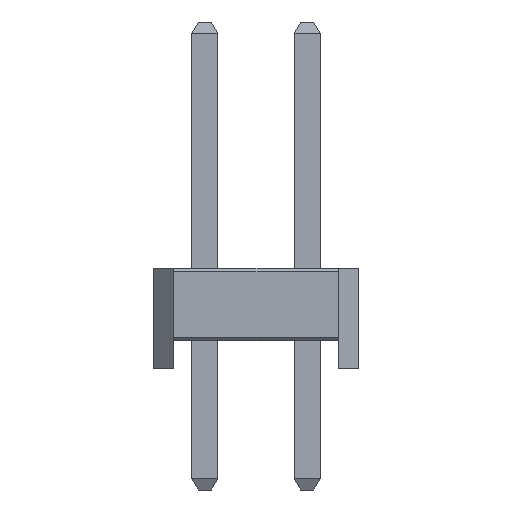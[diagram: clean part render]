
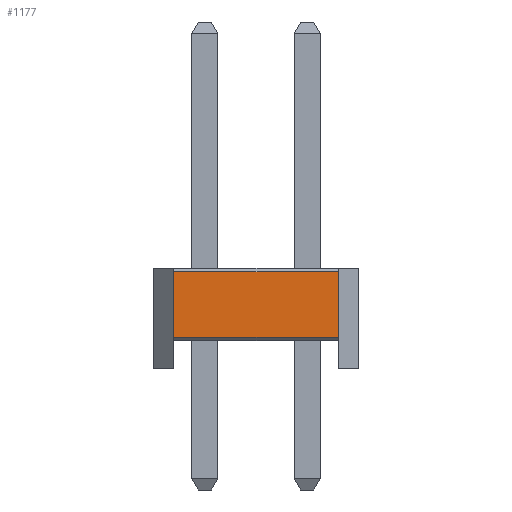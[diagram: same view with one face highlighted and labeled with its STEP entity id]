
A CAD part, left-side view. The second image highlights one B-rep face of the part: STEP entity #1177.
In plain terms, the highlighted planar face has unit normal (-1, 0, 0).
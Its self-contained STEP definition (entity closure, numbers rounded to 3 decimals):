
#1177=ADVANCED_FACE('',(#3475),#3477,.T.);
#3475=FACE_BOUND('',#3476,.T.);
#3476=EDGE_LOOP('',(#5170,#5171,#5172,#5173));
#3477=PLANE('',#3478);
#3478=AXIS2_PLACEMENT_3D('',#3479,#3480,#3481);
#3479=CARTESIAN_POINT('',(-1.27,3.31,0.));
#3480=DIRECTION('',(-1.,0.,0.));
#3481=DIRECTION('',(0.,-1.,0.));
#5170=ORIENTED_EDGE('',*,*,#6086,.T.);
#5171=ORIENTED_EDGE('',*,*,#6103,.T.);
#5172=ORIENTED_EDGE('',*,*,#6098,.T.);
#5173=ORIENTED_EDGE('',*,*,#6102,.F.);
#6086=EDGE_CURVE('',#6818,#6820,#6822,.F.);
#6098=EDGE_CURVE('',#6839,#6837,#6840,.F.);
#6102=EDGE_CURVE('',#6818,#6837,#6844,.T.);
#6103=EDGE_CURVE('',#6820,#6839,#6845,.T.);
#6818=VERTEX_POINT('',#8228);
#6820=VERTEX_POINT('',#8232);
#6822=LINE('',#8236,#8237);
#6837=VERTEX_POINT('',#8273);
#6839=VERTEX_POINT('',#8277);
#6840=LINE('',#8278,#8279);
#6844=LINE('',#8290,#8291);
#6845=LINE('',#8293,#8294);
#8228=CARTESIAN_POINT('',(-1.27,3.31,0.785));
#8232=CARTESIAN_POINT('',(-1.27,-0.77,0.785));
#8236=CARTESIAN_POINT('',(-1.27,-0.77,0.785));
#8237=VECTOR('',#8238,1.);
#8238=DIRECTION('',(0.,1.,0.));
#8273=CARTESIAN_POINT('',(-1.27,3.31,2.415));
#8277=CARTESIAN_POINT('',(-1.27,-0.77,2.415));
#8278=CARTESIAN_POINT('',(-1.27,3.31,2.415));
#8279=VECTOR('',#8280,1.);
#8280=DIRECTION('',(0.,-1.,0.));
#8290=CARTESIAN_POINT('',(-1.27,3.31,0.785));
#8291=VECTOR('',#8292,1.);
#8292=DIRECTION('',(0.,0.,1.));
#8293=CARTESIAN_POINT('',(-1.27,-0.77,0.785));
#8294=VECTOR('',#8295,1.);
#8295=DIRECTION('',(0.,0.,1.));
